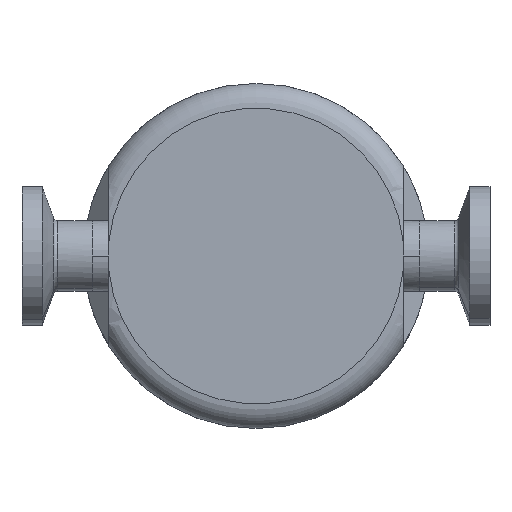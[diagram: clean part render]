
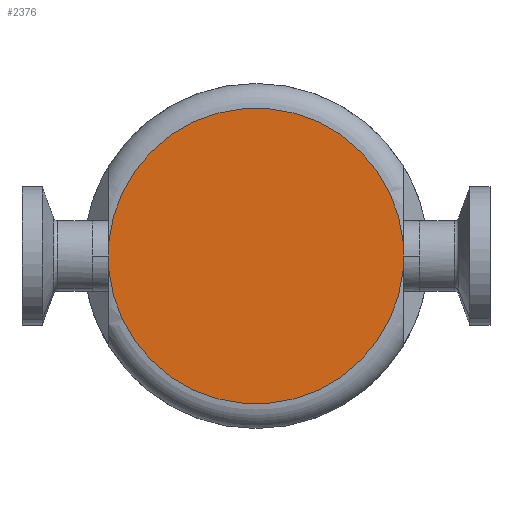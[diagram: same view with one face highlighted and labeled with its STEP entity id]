
A CAD part, front view. The second image highlights one B-rep face of the part: STEP entity #2376.
In plain terms, the highlighted planar face has unit normal (0, -1, 0).
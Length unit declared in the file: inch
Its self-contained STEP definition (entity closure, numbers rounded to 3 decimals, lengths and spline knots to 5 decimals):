
#39 = ORIENTED_EDGE ( 'NONE', *, *, #2633, .F. ) ;
#55 = CARTESIAN_POINT ( 'NONE',  ( 0., 0.33, 0. ) ) ;
#68 = CARTESIAN_POINT ( 'NONE',  ( 0., 0.33, 0. ) ) ;
#105 = CARTESIAN_POINT ( 'NONE',  ( -1.045, 0.33, 0.10235 ) ) ;
#434 = DIRECTION ( 'NONE',  ( 0., -1., 0. ) ) ;
#508 = DIRECTION ( 'NONE',  ( 0., 0., -1. ) ) ;
#538 = ORIENTED_EDGE ( 'NONE', *, *, #1157, .F. ) ;
#562 = VECTOR ( 'NONE', #3265, 39.37008 ) ;
#594 = VERTEX_POINT ( 'NONE', #2827 ) ;
#731 = VERTEX_POINT ( 'NONE', #105 ) ;
#746 = VECTOR ( 'NONE', #508, 39.37008 ) ;
#1157 = EDGE_CURVE ( 'NONE', #2976, #594, #2667, .T. ) ;
#1159 = AXIS2_PLACEMENT_3D ( 'NONE', #1971, #434, #1990 ) ;
#1268 = VERTEX_POINT ( 'NONE', #3128 ) ;
#1369 = DIRECTION ( 'NONE',  ( 0., 1., 0. ) ) ;
#1397 = CIRCLE ( 'NONE', #2166, 1.05 ) ;
#1601 = DIRECTION ( 'NONE',  ( 0., 1., 0. ) ) ;
#1606 = AXIS2_PLACEMENT_3D ( 'NONE', #68, #1369, #3137 ) ;
#1714 = PLANE ( 'NONE',  #1159 ) ;
#1928 = LINE ( 'NONE', #2058, #562 ) ;
#1971 = CARTESIAN_POINT ( 'NONE',  ( 0., 0.33, 0. ) ) ;
#1990 = DIRECTION ( 'NONE',  ( 1., 0., 0. ) ) ;
#2032 = CARTESIAN_POINT ( 'NONE',  ( -1.045, 0.33, -0.75 ) ) ;
#2058 = CARTESIAN_POINT ( 'NONE',  ( 1.045, 0.33, 0. ) ) ;
#2086 = EDGE_CURVE ( 'NONE', #2976, #1268, #1928, .T. ) ;
#2145 = EDGE_LOOP ( 'NONE', ( #538, #3274, #39, #3157 ) ) ;
#2166 = AXIS2_PLACEMENT_3D ( 'NONE', #55, #1601, #2338 ) ;
#2225 = CARTESIAN_POINT ( 'NONE',  ( 1.045, 0.33, -0.10235 ) ) ;
#2338 = DIRECTION ( 'NONE',  ( -1., 0., 0. ) ) ;
#2376 = ADVANCED_FACE ( 'NONE', ( #3063 ), #1714, .T. ) ;
#2497 = LINE ( 'NONE', #2032, #746 ) ;
#2633 = EDGE_CURVE ( 'NONE', #731, #1268, #1397, .T. ) ;
#2667 = CIRCLE ( 'NONE', #1606, 1.05 ) ;
#2827 = CARTESIAN_POINT ( 'NONE',  ( -1.045, 0.33, -0.10235 ) ) ;
#2976 = VERTEX_POINT ( 'NONE', #2225 ) ;
#3036 = EDGE_CURVE ( 'NONE', #731, #594, #2497, .T. ) ;
#3063 = FACE_OUTER_BOUND ( 'NONE', #2145, .T. ) ;
#3128 = CARTESIAN_POINT ( 'NONE',  ( 1.045, 0.33, 0.10235 ) ) ;
#3137 = DIRECTION ( 'NONE',  ( -1., 0., 0. ) ) ;
#3157 = ORIENTED_EDGE ( 'NONE', *, *, #3036, .T. ) ;
#3265 = DIRECTION ( 'NONE',  ( 0., 0., 1. ) ) ;
#3274 = ORIENTED_EDGE ( 'NONE', *, *, #2086, .T. ) ;
